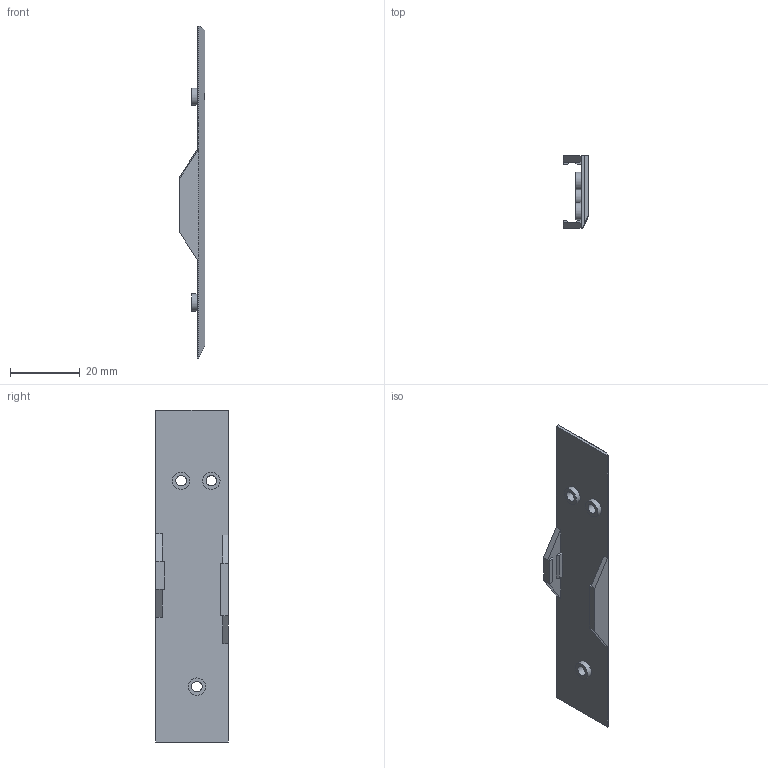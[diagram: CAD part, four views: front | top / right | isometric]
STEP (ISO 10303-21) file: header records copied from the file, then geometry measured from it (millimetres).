
FILE_DESCRIPTION(/* description */ (''),/* implementation_level */ '2;1');
FILE_NAME(/* name */ 'CurrentVoltageSensorAndServoDriverBuck.step',/* time_stamp */ '2023-01-01T02:11:00-06:00',/* author */ (''),/* organization */ (''),/* preprocessor_version */ 'ST-DEVELOPER v19.2',/* originating_system */ 'Autodesk Translation Framework v11.17.0.187',/* authorisation */ '');
FILE_SCHEMA (('AUTOMOTIVE_DESIGN { 1 0 10303 214 3 1 1 }'));
Length unit declared in the file: millimetre
Products named in the file (1): CurrentVoltageSensorAndServoDriverBuck
Bounding box: 7.38 x 20.71 x 95.02 mm (x, y, z)
Volume: 4415.7 mm3; surface area: 4840 mm2
Topology: 1 solids, 1 shells, 42 faces, 110 edges, 72 vertices
Faces by surface type: plane 36, cylinder 6
Full cylindrical faces by diameter (mm): 3 x3, 5 x3
Entity records: 1321 total; most frequent: CARTESIAN_POINT 225, ORIENTED_EDGE 220, DIRECTION 210, EDGE_CURVE 110, LINE 96, VECTOR 96, VERTEX_POINT 72, AXIS2_PLACEMENT_3D 57
